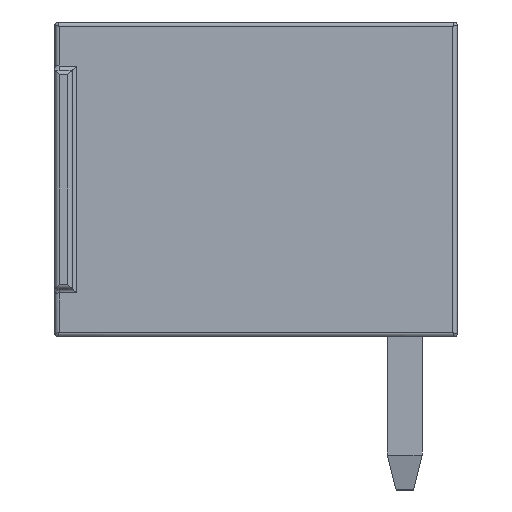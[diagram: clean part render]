
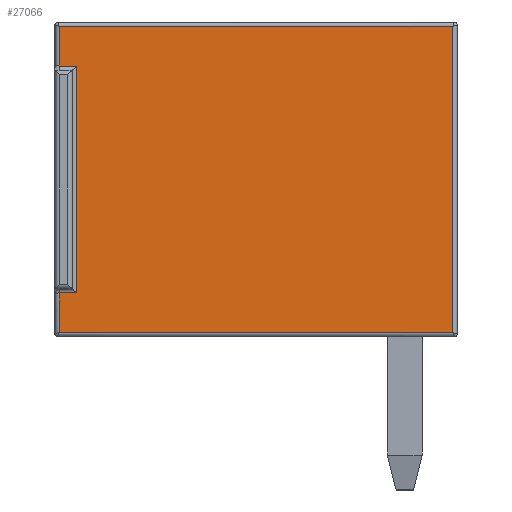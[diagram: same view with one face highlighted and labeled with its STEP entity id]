
A CAD part, left-side view. The second image highlights one B-rep face of the part: STEP entity #27066.
In plain terms, the highlighted planar face has unit normal (-1, 0, 0).
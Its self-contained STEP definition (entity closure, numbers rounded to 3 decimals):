
#656=PLANE('',#28946);
#1116=LINE('',#50127,#3094);
#1118=LINE('',#50221,#3096);
#1120=LINE('',#50317,#3098);
#1122=LINE('',#50323,#3100);
#1123=LINE('',#50325,#3101);
#1124=LINE('',#50327,#3102);
#1125=LINE('',#50328,#3103);
#1126=LINE('',#50329,#3104);
#3094=VECTOR('',#32668,0.1);
#3096=VECTOR('',#32680,0.1);
#3098=VECTOR('',#32686,10.);
#3100=VECTOR('',#32692,10.);
#3101=VECTOR('',#32693,10.);
#3102=VECTOR('',#32694,10.);
#3103=VECTOR('',#32695,10.);
#3104=VECTOR('',#32696,10.);
#6160=FACE_OUTER_BOUND('',#8016,.T.);
#8016=EDGE_LOOP('',(#18907,#18908,#18909,#18910,#18911,#18912,#18913,#18914));
#12100=VERTEX_POINT('',#50120);
#12103=VERTEX_POINT('',#50125);
#12109=VERTEX_POINT('',#50217);
#12111=VERTEX_POINT('',#50220);
#12116=VERTEX_POINT('',#50316);
#12118=VERTEX_POINT('',#50322);
#12119=VERTEX_POINT('',#50324);
#12120=VERTEX_POINT('',#50326);
#14577=EDGE_CURVE('',#12103,#12100,#1116,.T.);
#14586=EDGE_CURVE('',#12109,#12111,#1118,.T.);
#14593=EDGE_CURVE('',#12111,#12116,#1120,.T.);
#14596=EDGE_CURVE('',#12118,#12103,#1122,.T.);
#14597=EDGE_CURVE('',#12119,#12118,#1123,.T.);
#14598=EDGE_CURVE('',#12120,#12119,#1124,.T.);
#14599=EDGE_CURVE('',#12116,#12120,#1125,.T.);
#14600=EDGE_CURVE('',#12109,#12100,#1126,.T.);
#18907=ORIENTED_EDGE('',*,*,#14577,.F.);
#18908=ORIENTED_EDGE('',*,*,#14596,.F.);
#18909=ORIENTED_EDGE('',*,*,#14597,.F.);
#18910=ORIENTED_EDGE('',*,*,#14598,.F.);
#18911=ORIENTED_EDGE('',*,*,#14599,.F.);
#18912=ORIENTED_EDGE('',*,*,#14593,.F.);
#18913=ORIENTED_EDGE('',*,*,#14586,.F.);
#18914=ORIENTED_EDGE('',*,*,#14600,.T.);
#27066=ADVANCED_FACE('',(#6160),#656,.T.);
#28946=AXIS2_PLACEMENT_3D('',#50321,#32690,#32691);
#32668=DIRECTION('',(0.,-1.,0.));
#32680=DIRECTION('',(0.,1.,0.));
#32686=DIRECTION('',(0.,0.,1.));
#32690=DIRECTION('center_axis',(-1.,0.,0.));
#32691=DIRECTION('ref_axis',(0.,-1.,0.));
#32692=DIRECTION('',(0.,0.,1.));
#32693=DIRECTION('',(0.,1.,0.));
#32694=DIRECTION('',(0.,0.,-1.));
#32695=DIRECTION('',(0.,-1.,0.));
#32696=DIRECTION('',(0.,0.,-1.));
#50120=CARTESIAN_POINT('',(-14.55,7.506,1.006));
#50125=CARTESIAN_POINT('',(-14.55,7.9,1.006));
#50127=CARTESIAN_POINT('',(-14.55,7.9,1.006));
#50217=CARTESIAN_POINT('',(-14.55,7.506,6.194));
#50220=CARTESIAN_POINT('',(-14.55,7.9,6.194));
#50221=CARTESIAN_POINT('',(-14.55,7.7,6.194));
#50316=CARTESIAN_POINT('',(-14.55,7.9,7.1));
#50317=CARTESIAN_POINT('',(-14.55,7.9,5.4));
#50321=CARTESIAN_POINT('Origin',(-14.55,3.4,3.6));
#50322=CARTESIAN_POINT('',(-14.55,7.9,0.1));
#50323=CARTESIAN_POINT('',(-14.55,7.9,5.4));
#50324=CARTESIAN_POINT('',(-14.55,-1.1,0.1));
#50325=CARTESIAN_POINT('',(-14.55,5.7,0.1));
#50326=CARTESIAN_POINT('',(-14.55,-1.1,7.1));
#50327=CARTESIAN_POINT('',(-14.55,-1.1,1.8));
#50328=CARTESIAN_POINT('',(-14.55,1.1,7.1));
#50329=CARTESIAN_POINT('',(-14.55,7.506,2.35));
